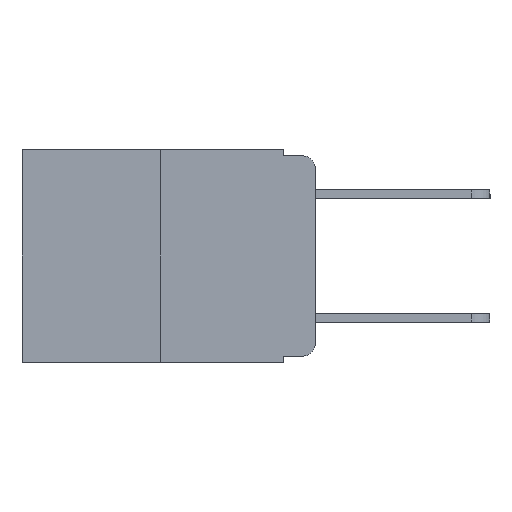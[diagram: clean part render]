
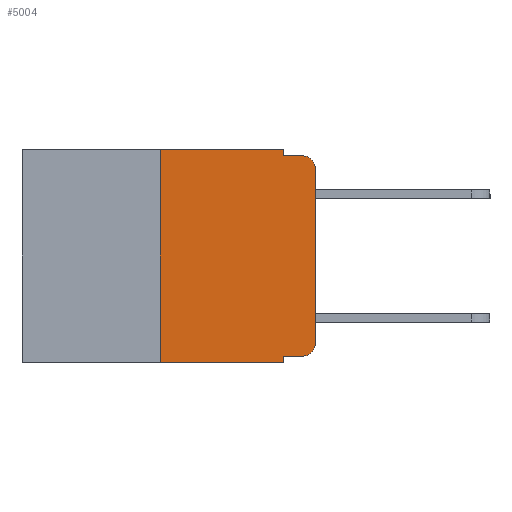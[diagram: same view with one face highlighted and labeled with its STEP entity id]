
A CAD part, left-side view. The second image highlights one B-rep face of the part: STEP entity #5004.
In plain terms, the highlighted planar face has unit normal (-1, 0, 0).
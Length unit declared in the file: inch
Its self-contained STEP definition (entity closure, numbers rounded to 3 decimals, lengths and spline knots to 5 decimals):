
#168 = VERTEX_POINT ( 'NONE', #11392 ) ;
#372 = VECTOR ( 'NONE', #5856, 39.37008 ) ;
#776 = DIRECTION ( 'NONE',  ( 0., 0., -1. ) ) ;
#783 = CARTESIAN_POINT ( 'NONE',  ( 0., 0.051, 0. ) ) ;
#797 = DIRECTION ( 'NONE',  ( 0., 0., -1. ) ) ;
#807 = VERTEX_POINT ( 'NONE', #2519 ) ;
#1211 = VECTOR ( 'NONE', #9973, 39.37008 ) ;
#1312 = ORIENTED_EDGE ( 'NONE', *, *, #8166, .T. ) ;
#1400 = ORIENTED_EDGE ( 'NONE', *, *, #8182, .T. ) ;
#1577 = ORIENTED_EDGE ( 'NONE', *, *, #8185, .F. ) ;
#1661 = ORIENTED_EDGE ( 'NONE', *, *, #8205, .F. ) ;
#1740 = DIRECTION ( 'NONE',  ( 0., -1., 0. ) ) ;
#1747 = VERTEX_POINT ( 'NONE', #4747 ) ;
#1759 = ORIENTED_EDGE ( 'NONE', *, *, #5671, .F. ) ;
#1916 = ORIENTED_EDGE ( 'NONE', *, *, #8209, .F. ) ;
#2060 = ORIENTED_EDGE ( 'NONE', *, *, #7860, .T. ) ;
#2154 = ORIENTED_EDGE ( 'NONE', *, *, #8224, .F. ) ;
#2273 = DIRECTION ( 'NONE',  ( 0., 0., -1. ) ) ;
#2281 = VERTEX_POINT ( 'NONE', #783 ) ;
#2379 = ORIENTED_EDGE ( 'NONE', *, *, #8262, .T. ) ;
#2397 = CIRCLE ( 'NONE', #7121, 0.02 ) ;
#2412 = VECTOR ( 'NONE', #1740, 39.37008 ) ;
#2519 = CARTESIAN_POINT ( 'NONE',  ( 0., 0.02, -0.333 ) ) ;
#2522 = CARTESIAN_POINT ( 'NONE',  ( 0., 0.25, 0. ) ) ;
#2563 = AXIS2_PLACEMENT_3D ( 'NONE', #8163, #8126, #2273 ) ;
#2580 = CARTESIAN_POINT ( 'NONE',  ( 0., 0.473, -0.343 ) ) ;
#2612 = LINE ( 'NONE', #2580, #2412 ) ;
#2657 = ORIENTED_EDGE ( 'NONE', *, *, #8325, .T. ) ;
#2754 = VERTEX_POINT ( 'NONE', #4895 ) ;
#3082 = VECTOR ( 'NONE', #5333, 39.37008 ) ;
#3286 = CARTESIAN_POINT ( 'NONE',  ( 0., 0.051, -0.343 ) ) ;
#3522 = LINE ( 'NONE', #8153, #372 ) ;
#4288 = PLANE ( 'NONE',  #2563 ) ;
#4374 = CARTESIAN_POINT ( 'NONE',  ( 0., 0.25, -0.343 ) ) ;
#4390 = LINE ( 'NONE', #10211, #6499 ) ;
#4610 = VERTEX_POINT ( 'NONE', #8903 ) ;
#4695 = LINE ( 'NONE', #9400, #10719 ) ;
#4747 = CARTESIAN_POINT ( 'NONE',  ( 0., 0.051, -0.333 ) ) ;
#4895 = CARTESIAN_POINT ( 'NONE',  ( 0., 0., -0.313 ) ) ;
#5004 = ADVANCED_FACE ( 'NONE', ( #9617 ), #4288, .F. ) ;
#5333 = DIRECTION ( 'NONE',  ( 0., 0., 1. ) ) ;
#5446 = CARTESIAN_POINT ( 'NONE',  ( 0., 0.051, 0. ) ) ;
#5448 = DIRECTION ( 'NONE',  ( 0., 0., 1. ) ) ;
#5563 = VERTEX_POINT ( 'NONE', #2522 ) ;
#5623 = CARTESIAN_POINT ( 'NONE',  ( 0., 0.02, -0.03 ) ) ;
#5671 = EDGE_CURVE ( 'NONE', #5563, #2281, #10186, .T. ) ;
#5833 = VECTOR ( 'NONE', #8310, 39.37008 ) ;
#5856 = DIRECTION ( 'NONE',  ( 0., -1., 0. ) ) ;
#6235 = LINE ( 'NONE', #5446, #1211 ) ;
#6253 = VERTEX_POINT ( 'NONE', #3286 ) ;
#6499 = VECTOR ( 'NONE', #9803, 39.37008 ) ;
#6747 = VECTOR ( 'NONE', #10603, 39.37008 ) ;
#6924 = AXIS2_PLACEMENT_3D ( 'NONE', #10162, #11478, #797 ) ;
#7022 = CARTESIAN_POINT ( 'NONE',  ( 0., 0.02, -0.01 ) ) ;
#7121 = AXIS2_PLACEMENT_3D ( 'NONE', #5623, #9378, #776 ) ;
#7597 = CIRCLE ( 'NONE', #6924, 0.02 ) ;
#7860 = EDGE_CURVE ( 'NONE', #11033, #6253, #2612, .T. ) ;
#8126 = DIRECTION ( 'NONE',  ( 1., 0., 0. ) ) ;
#8153 = CARTESIAN_POINT ( 'NONE',  ( 0., 0.051, -0.333 ) ) ;
#8163 = CARTESIAN_POINT ( 'NONE',  ( 0., 0.473, 0. ) ) ;
#8166 = EDGE_CURVE ( 'NONE', #2754, #168, #11184, .T. ) ;
#8182 = EDGE_CURVE ( 'NONE', #168, #11059, #2397, .T. ) ;
#8185 = EDGE_CURVE ( 'NONE', #4610, #11059, #8882, .T. ) ;
#8205 = EDGE_CURVE ( 'NONE', #2281, #4610, #4390, .T. ) ;
#8209 = EDGE_CURVE ( 'NONE', #11033, #5563, #4695, .T. ) ;
#8224 = EDGE_CURVE ( 'NONE', #1747, #6253, #6235, .T. ) ;
#8262 = EDGE_CURVE ( 'NONE', #1747, #807, #3522, .T. ) ;
#8310 = DIRECTION ( 'NONE',  ( 0., -1., 0. ) ) ;
#8325 = EDGE_CURVE ( 'NONE', #807, #2754, #7597, .T. ) ;
#8487 = EDGE_LOOP ( 'NONE', ( #1312, #1400, #1577, #1661, #1759, #1916, #2060, #2154, #2379, #2657 ) ) ;
#8882 = LINE ( 'NONE', #10697, #6747 ) ;
#8903 = CARTESIAN_POINT ( 'NONE',  ( 0., 0.051, -0.01 ) ) ;
#9378 = DIRECTION ( 'NONE',  ( -1., 0., 0. ) ) ;
#9400 = CARTESIAN_POINT ( 'NONE',  ( 0., 0.25, 0. ) ) ;
#9424 = CARTESIAN_POINT ( 'NONE',  ( 0., 0., 0. ) ) ;
#9617 = FACE_OUTER_BOUND ( 'NONE', #8487, .T. ) ;
#9803 = DIRECTION ( 'NONE',  ( 0., 0., -1. ) ) ;
#9973 = DIRECTION ( 'NONE',  ( 0., 0., -1. ) ) ;
#10162 = CARTESIAN_POINT ( 'NONE',  ( 0., 0.02, -0.313 ) ) ;
#10186 = LINE ( 'NONE', #11176, #5833 ) ;
#10211 = CARTESIAN_POINT ( 'NONE',  ( 0., 0.051, 0. ) ) ;
#10603 = DIRECTION ( 'NONE',  ( 0., -1., 0. ) ) ;
#10697 = CARTESIAN_POINT ( 'NONE',  ( 0., 0.051, -0.01 ) ) ;
#10719 = VECTOR ( 'NONE', #5448, 39.37008 ) ;
#11033 = VERTEX_POINT ( 'NONE', #4374 ) ;
#11059 = VERTEX_POINT ( 'NONE', #7022 ) ;
#11176 = CARTESIAN_POINT ( 'NONE',  ( 0., 0.473, 0. ) ) ;
#11184 = LINE ( 'NONE', #9424, #3082 ) ;
#11392 = CARTESIAN_POINT ( 'NONE',  ( 0., 0., -0.03 ) ) ;
#11478 = DIRECTION ( 'NONE',  ( -1., 0., 0. ) ) ;
